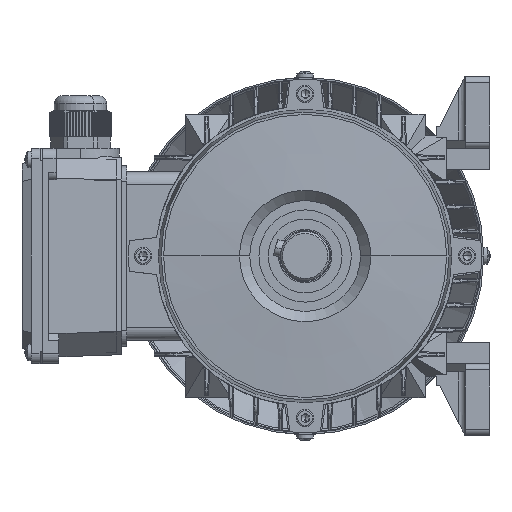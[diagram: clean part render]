
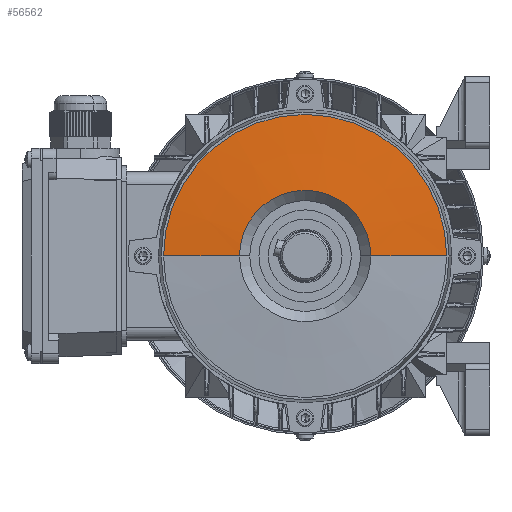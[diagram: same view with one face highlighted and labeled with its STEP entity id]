
A CAD part, left-side view. The second image highlights one B-rep face of the part: STEP entity #56562.
In plain terms, the highlighted conical face has half-angle 86 degrees and reference radius 32 mm.
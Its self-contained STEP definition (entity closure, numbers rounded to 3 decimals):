
#56554 = VERTEX_POINT ( 'NONE', #98455 ) ;
#56557 = VERTEX_POINT ( 'NONE', #98512 ) ;
#56562 = ADVANCED_FACE ( 'NONE', ( #98507 ), #98505, .T. ) ;
#56563 = EDGE_LOOP ( 'NONE', ( #56564, #56646, #56653, #56665 ) ) ;
#56564 = ORIENTED_EDGE ( 'NONE', *, *, #56565, .F. ) ;
#56565 = EDGE_CURVE ( 'NONE', #56557, #56554, #98506, .T. ) ;
#56646 = ORIENTED_EDGE ( 'NONE', *, *, #56647, .T. ) ;
#56647 = EDGE_CURVE ( 'NONE', #56557, #56651, #98547, .T. ) ;
#56651 = VERTEX_POINT ( 'NONE', #98608 ) ;
#56653 = ORIENTED_EDGE ( 'NONE', *, *, #56656, .T. ) ;
#56656 = EDGE_CURVE ( 'NONE', #56651, #56659, #98607, .T. ) ;
#56659 = VERTEX_POINT ( 'NONE', #98602 ) ;
#56665 = ORIENTED_EDGE ( 'NONE', *, *, #56667, .F. ) ;
#56667 = EDGE_CURVE ( 'NONE', #56554, #56659, #98596, .T. ) ;
#98455 = CARTESIAN_POINT ( 'NONE',  ( 0., 32., 0. ) ) ;
#98497 = DIRECTION ( 'NONE',  ( 0., -1., 0. ) ) ;
#98498 = DIRECTION ( 'NONE',  ( -1., 0., 0. ) ) ;
#98499 = CARTESIAN_POINT ( 'NONE',  ( 0., 0., 0. ) ) ;
#98500 = AXIS2_PLACEMENT_3D ( 'NONE', #98499, #98498, #98497 ) ;
#98501 = DIRECTION ( 'NONE',  ( 0., 1., 0. ) ) ;
#98502 = DIRECTION ( 'NONE',  ( 1., 0., 0. ) ) ;
#98503 = CARTESIAN_POINT ( 'NONE',  ( 0., 0., 0. ) ) ;
#98504 = AXIS2_PLACEMENT_3D ( 'NONE', #98503, #98502, #98501 ) ;
#98505 = CONICAL_SURFACE ( 'NONE', #98504, 32., 1.501 ) ;
#98506 = CIRCLE ( 'NONE', #98500, 32. ) ;
#98507 = FACE_OUTER_BOUND ( 'NONE', #56563, .T. ) ;
#98512 = CARTESIAN_POINT ( 'NONE',  ( 0., -32., 0. ) ) ;
#98545 = VECTOR ( 'NONE', #98609, 1000. ) ;
#98546 = CARTESIAN_POINT ( 'NONE',  ( 0., -32., 0. ) ) ;
#98547 = LINE ( 'NONE', #98546, #98545 ) ;
#98588 = DIRECTION ( 'NONE',  ( 0.07, 0.998, 0. ) ) ;
#98589 = VECTOR ( 'NONE', #98588, 1000. ) ;
#98590 = CARTESIAN_POINT ( 'NONE',  ( 0., 32., 0. ) ) ;
#98596 = LINE ( 'NONE', #98590, #98589 ) ;
#98602 = CARTESIAN_POINT ( 'NONE',  ( 2.587, 69., 0. ) ) ;
#98603 = DIRECTION ( 'NONE',  ( 0., -1., 0. ) ) ;
#98604 = DIRECTION ( 'NONE',  ( -1., 0., 0. ) ) ;
#98605 = CARTESIAN_POINT ( 'NONE',  ( 2.587, 0., 0. ) ) ;
#98606 = AXIS2_PLACEMENT_3D ( 'NONE', #98605, #98604, #98603 ) ;
#98607 = CIRCLE ( 'NONE', #98606, 69. ) ;
#98608 = CARTESIAN_POINT ( 'NONE',  ( 2.587, -69., 0. ) ) ;
#98609 = DIRECTION ( 'NONE',  ( 0.07, -0.998, 0. ) ) ;
